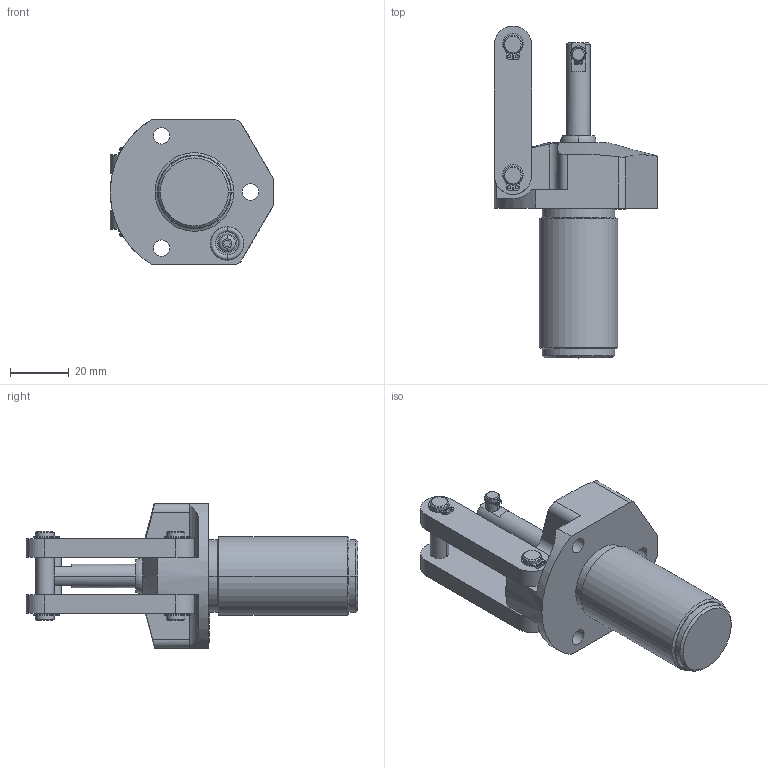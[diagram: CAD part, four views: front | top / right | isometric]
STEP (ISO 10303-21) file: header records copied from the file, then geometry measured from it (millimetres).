
FILE_DESCRIPTION((''),'2;1');
FILE_NAME('ILC16610400','2023-02-03T11:25:20',('rkuestersteffen'),(''),'CREO PARAMETRIC BY PTC INC, 2021164','CREO PARAMETRIC BY PTC INC, 2021164','');
FILE_SCHEMA(('AUTOMOTIVE_DESIGN { 1 0 10303 214 1 1 1 1 }'));
Length unit declared in the file: inch
Products named in the file (1): ILC16610400
Bounding box: 55.55 x 112.7 x 49.2 mm (x, y, z)
Volume: 74756.6 mm3; surface area: 24170.7 mm2
Topology: 3 solids, 7 shells, 261 faces, 687 edges, 447 vertices
Faces by surface type: cylinder 118, plane 107, cone 28, torus 6, sphere 2
Entity records: 8935 total; most frequent: CARTESIAN_POINT 1755, DIRECTION 1563, ORIENTED_EDGE 1358, EDGE_CURVE 685, AXIS2_PLACEMENT_3D 592, VERTEX_POINT 447, VECTOR 376, LINE 376
